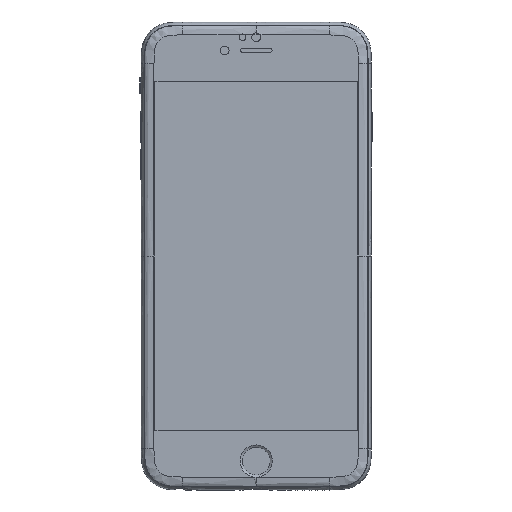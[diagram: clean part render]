
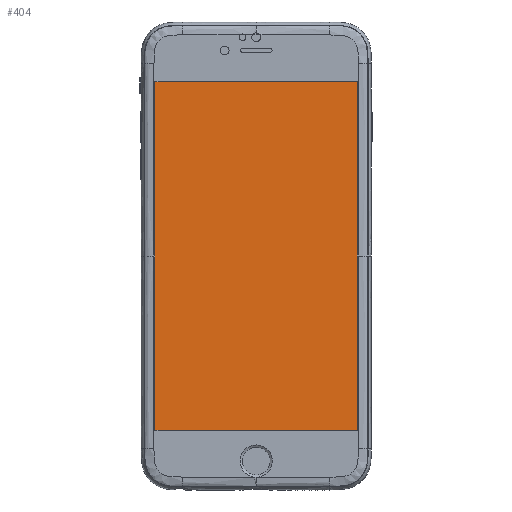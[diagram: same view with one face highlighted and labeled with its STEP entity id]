
A CAD part, front view. The second image highlights one B-rep face of the part: STEP entity #404.
In plain terms, the highlighted planar face has unit normal (0, -1, 0).
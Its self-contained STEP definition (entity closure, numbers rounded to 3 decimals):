
#136=PLANE('',#3149);
#404=ADVANCED_FACE('',(#638),#136,.T.);
#638=FACE_OUTER_BOUND('',#810,.T.);
#810=EDGE_LOOP('',(#1663,#1664,#1665,#1666,#1667,#1668,#1669,#1670));
#1026=LINE('',#7531,#1195);
#1027=LINE('',#7534,#1196);
#1028=LINE('',#7536,#1197);
#1029=LINE('',#7538,#1198);
#1030=LINE('',#7540,#1199);
#1031=LINE('',#7542,#1200);
#1032=LINE('',#7544,#1201);
#1033=LINE('',#7546,#1202);
#1195=VECTOR('',#3432,1.);
#1196=VECTOR('',#3433,1.);
#1197=VECTOR('',#3434,1.);
#1198=VECTOR('',#3435,1.);
#1199=VECTOR('',#3436,1.);
#1200=VECTOR('',#3437,1.);
#1201=VECTOR('',#3438,1.);
#1202=VECTOR('',#3439,1.);
#1663=ORIENTED_EDGE('',*,*,#2718,.F.);
#1664=ORIENTED_EDGE('',*,*,#2717,.F.);
#1665=ORIENTED_EDGE('',*,*,#2724,.F.);
#1666=ORIENTED_EDGE('',*,*,#2723,.F.);
#1667=ORIENTED_EDGE('',*,*,#2722,.F.);
#1668=ORIENTED_EDGE('',*,*,#2721,.F.);
#1669=ORIENTED_EDGE('',*,*,#2720,.F.);
#1670=ORIENTED_EDGE('',*,*,#2719,.F.);
#2373=VERTEX_POINT('',#7532);
#2374=VERTEX_POINT('',#7533);
#2375=VERTEX_POINT('',#7535);
#2376=VERTEX_POINT('',#7537);
#2377=VERTEX_POINT('',#7539);
#2378=VERTEX_POINT('',#7541);
#2379=VERTEX_POINT('',#7543);
#2380=VERTEX_POINT('',#7545);
#2717=EDGE_CURVE('',#2373,#2374,#1026,.T.);
#2718=EDGE_CURVE('',#2374,#2375,#1027,.T.);
#2719=EDGE_CURVE('',#2375,#2376,#1028,.T.);
#2720=EDGE_CURVE('',#2376,#2377,#1029,.T.);
#2721=EDGE_CURVE('',#2377,#2378,#1030,.T.);
#2722=EDGE_CURVE('',#2378,#2379,#1031,.T.);
#2723=EDGE_CURVE('',#2379,#2380,#1032,.T.);
#2724=EDGE_CURVE('',#2380,#2373,#1033,.T.);
#3149=AXIS2_PLACEMENT_3D('',#7563,#3456,#3457);
#3432=DIRECTION('',(-1.,0.,0.));
#3433=DIRECTION('',(-1.,0.,0.));
#3434=DIRECTION('',(0.,0.,1.));
#3435=DIRECTION('',(0.,0.,1.));
#3436=DIRECTION('',(1.,0.,0.));
#3437=DIRECTION('',(1.,0.,0.));
#3438=DIRECTION('',(0.,0.,-1.));
#3439=DIRECTION('',(0.,0.,-1.));
#3456=DIRECTION('',(0.,-1.,0.));
#3457=DIRECTION('',(0.,0.,-1.));
#7531=CARTESIAN_POINT('',(73.075,-7.1,-137.905));
#7532=CARTESIAN_POINT('',(73.075,-7.1,-137.905));
#7533=CARTESIAN_POINT('',(38.895,-7.1,-137.905));
#7534=CARTESIAN_POINT('',(38.895,-7.1,-137.905));
#7535=CARTESIAN_POINT('',(4.715,-7.1,-137.905));
#7536=CARTESIAN_POINT('',(4.715,-7.1,-137.905));
#7537=CARTESIAN_POINT('',(4.715,-7.1,-79.035));
#7538=CARTESIAN_POINT('',(4.715,-7.1,-79.035));
#7539=CARTESIAN_POINT('',(4.715,-7.1,-20.165));
#7540=CARTESIAN_POINT('',(4.715,-7.1,-20.165));
#7541=CARTESIAN_POINT('',(38.895,-7.1,-20.165));
#7542=CARTESIAN_POINT('',(38.895,-7.1,-20.165));
#7543=CARTESIAN_POINT('',(73.075,-7.1,-20.165));
#7544=CARTESIAN_POINT('',(73.075,-7.1,-20.165));
#7545=CARTESIAN_POINT('',(73.075,-7.1,-79.035));
#7546=CARTESIAN_POINT('',(73.075,-7.1,-79.035));
#7563=CARTESIAN_POINT('',(74.68,-7.1,-154.96));
